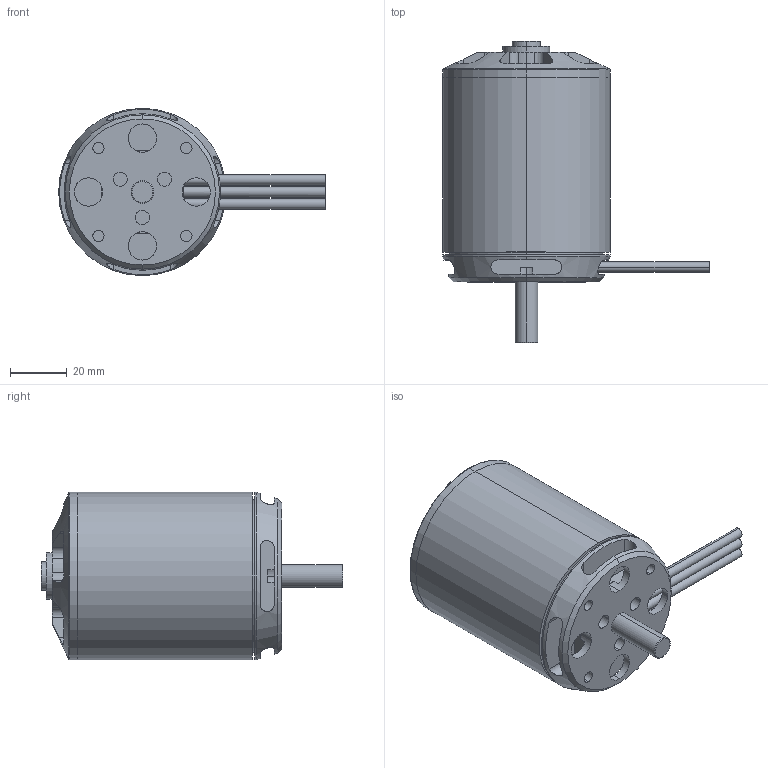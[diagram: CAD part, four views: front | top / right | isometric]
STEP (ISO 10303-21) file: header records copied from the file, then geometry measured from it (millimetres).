
FILE_DESCRIPTION (( 'STEP AP214' ), '1' );
FILE_NAME ('Turnigy_Aerodrive_SK3_6374-192kv.STEP', '2016-12-29T23:42:27', ( '' ), ( '' ), 'SwSTEP 2.0', 'SolidWorks 2016', '' );
FILE_SCHEMA (( 'AUTOMOTIVE_DESIGN' ));
Length unit declared in the file: millimetre
Products named in the file (2): Turnigy_Aerodrive_SK3_6374-192kv
Bounding box: 94 x 106.4 x 59 mm (x, y, z)
Volume: 200673.9 mm3; surface area: 30496.1 mm2
Topology: 2 solids, 2 shells, 151 faces, 407 edges, 267 vertices
Faces by surface type: cylinder 90, plane 46, torus 9, cone 6
Entity records: 6894 total; most frequent: CARTESIAN_POINT 1241, DIRECTION 900, ORIENTED_EDGE 814, EDGE_CURVE 407, AXIS2_PLACEMENT_3D 364, VERTEX_POINT 267, CIRCLE 211, EDGE_LOOP 176
